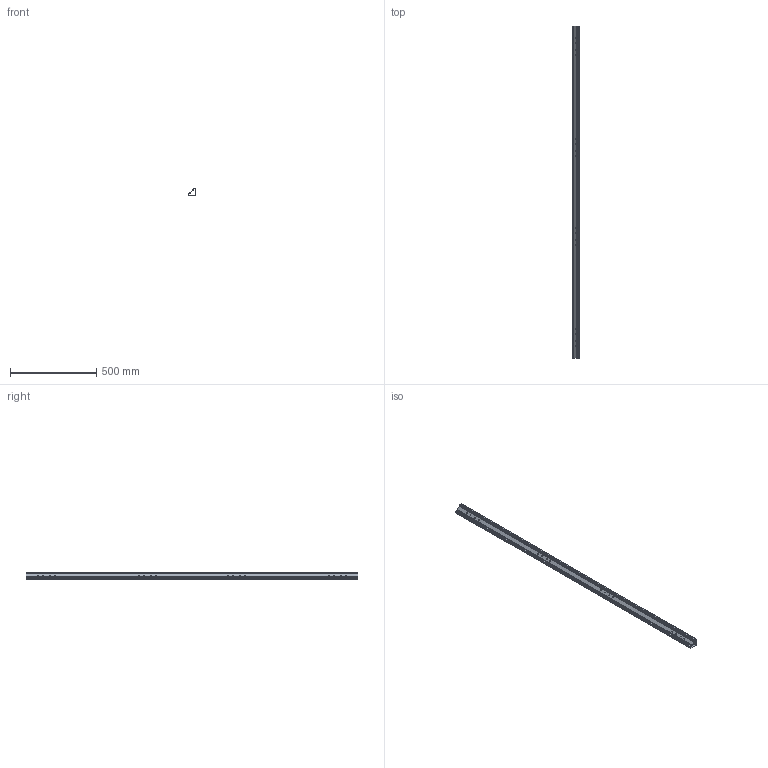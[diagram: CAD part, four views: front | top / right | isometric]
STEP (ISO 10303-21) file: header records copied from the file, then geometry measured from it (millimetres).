
FILE_DESCRIPTION (( 'STEP AP203' ), '1' );
FILE_NAME ('YKM40D-FO-ST-200 FORMAT Ñòîéêà âåðòèêàëüíàÿ 2000 (4øò.êîìïë) IEK.STEP', '2021-02-04T06:56:37', ( '' ), ( '' ), 'SwSTEP 2.0', 'SolidWorks 2017', '' );
FILE_SCHEMA (( 'CONFIG_CONTROL_DESIGN' ));
Length unit declared in the file: millimetre
Products named in the file (1): YKM40D-FO-ST-200  FORMAT Ñòîéêà âåðòèêàëüíàÿ 2000 (4øò.êîìïë) IEK
Bounding box: 46 x 1929 x 46 mm (x, y, z)
Volume: 422668 mm3; surface area: 580534.9 mm2
Topology: 1 solids, 1 shells, 816 faces, 2604 edges, 1790 vertices
Faces by surface type: plane 628, cylinder 188
Full cylindrical faces by diameter (mm): 5.2 x154, 5.4 x16
Entity records: 27781 total; most frequent: CARTESIAN_POINT 4717, ORIENTED_EDGE 4544, DIRECTION 4282, EDGE_CURVE 2272, LINE 1896, VECTOR 1896, EDGE_LOOP 1632, VERTEX_POINT 1628
